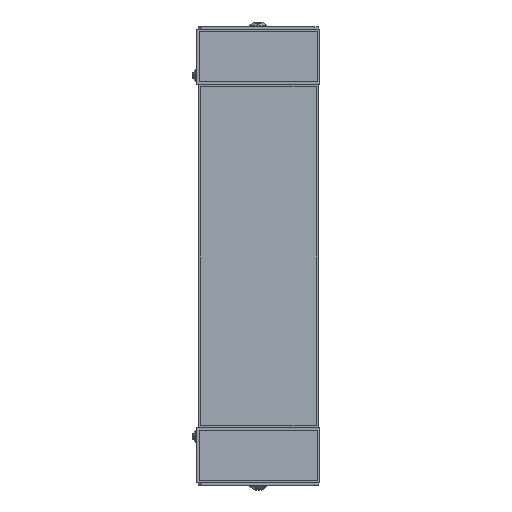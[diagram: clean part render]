
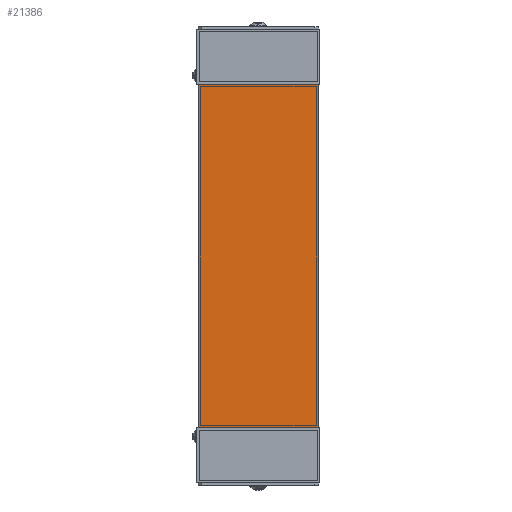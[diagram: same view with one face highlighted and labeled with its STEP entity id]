
A CAD part, left-side view. The second image highlights one B-rep face of the part: STEP entity #21386.
In plain terms, the highlighted planar face has unit normal (-1, 0, 0).
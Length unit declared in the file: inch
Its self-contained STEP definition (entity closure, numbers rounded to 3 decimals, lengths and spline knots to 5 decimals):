
#1385 = CARTESIAN_POINT ( 'NONE',  ( -15.70866, 1.92913, 0. ) ) ;
#1583 = AXIS2_PLACEMENT_3D ( 'NONE', #41650, #25020, #30656 ) ;
#1630 = DIRECTION ( 'NONE',  ( 0., 1., 0. ) ) ;
#2508 = VECTOR ( 'NONE', #1630, 39.37008 ) ;
#3684 = CARTESIAN_POINT ( 'NONE',  ( -15.70866, 0., 5.49213 ) ) ;
#4063 = VERTEX_POINT ( 'NONE', #31426 ) ;
#4231 = VECTOR ( 'NONE', #27911, 39.37008 ) ;
#4878 = LINE ( 'NONE', #28348, #2508 ) ;
#6551 = LINE ( 'NONE', #3684, #26855 ) ;
#7183 = ORIENTED_EDGE ( 'NONE', *, *, #42234, .F. ) ;
#10646 = ORIENTED_EDGE ( 'NONE', *, *, #42712, .F. ) ;
#11039 = EDGE_LOOP ( 'NONE', ( #7183, #11135, #11191, #10646 ) ) ;
#11052 = EDGE_CURVE ( 'NONE', #15713, #18159, #6551, .T. ) ;
#11135 = ORIENTED_EDGE ( 'NONE', *, *, #33747, .F. ) ;
#11191 = ORIENTED_EDGE ( 'NONE', *, *, #11052, .F. ) ;
#11660 = FACE_OUTER_BOUND ( 'NONE', #11039, .T. ) ;
#14539 = LINE ( 'NONE', #1385, #21465 ) ;
#14550 = LINE ( 'NONE', #41707, #4231 ) ;
#14925 = PLANE ( 'NONE',  #1583 ) ;
#15713 = VERTEX_POINT ( 'NONE', #21788 ) ;
#18098 = VERTEX_POINT ( 'NONE', #34939 ) ;
#18159 = VERTEX_POINT ( 'NONE', #38467 ) ;
#21386 = ADVANCED_FACE ( 'NONE', ( #11660 ), #14925, .F. ) ;
#21465 = VECTOR ( 'NONE', #21536, 39.37008 ) ;
#21536 = DIRECTION ( 'NONE',  ( 0., 0., 1. ) ) ;
#21788 = CARTESIAN_POINT ( 'NONE',  ( -15.70866, 1.92913, 5.49213 ) ) ;
#25020 = DIRECTION ( 'NONE',  ( 1., 0., 0. ) ) ;
#26855 = VECTOR ( 'NONE', #36603, 39.37008 ) ;
#27911 = DIRECTION ( 'NONE',  ( 0., 0., -1. ) ) ;
#28348 = CARTESIAN_POINT ( 'NONE',  ( -15.70866, 0., -5.49213 ) ) ;
#30656 = DIRECTION ( 'NONE',  ( 0., 1., 0. ) ) ;
#31426 = CARTESIAN_POINT ( 'NONE',  ( -15.70866, -1.92913, -5.49213 ) ) ;
#33747 = EDGE_CURVE ( 'NONE', #18159, #4063, #14550, .T. ) ;
#34939 = CARTESIAN_POINT ( 'NONE',  ( -15.70866, 1.92913, -5.49213 ) ) ;
#36603 = DIRECTION ( 'NONE',  ( 0., -1., 0. ) ) ;
#38467 = CARTESIAN_POINT ( 'NONE',  ( -15.70866, -1.92913, 5.49213 ) ) ;
#41650 = CARTESIAN_POINT ( 'NONE',  ( -15.70866, 0., 0. ) ) ;
#41707 = CARTESIAN_POINT ( 'NONE',  ( -15.70866, -1.92913, 0. ) ) ;
#42234 = EDGE_CURVE ( 'NONE', #4063, #18098, #4878, .T. ) ;
#42712 = EDGE_CURVE ( 'NONE', #18098, #15713, #14539, .T. ) ;
